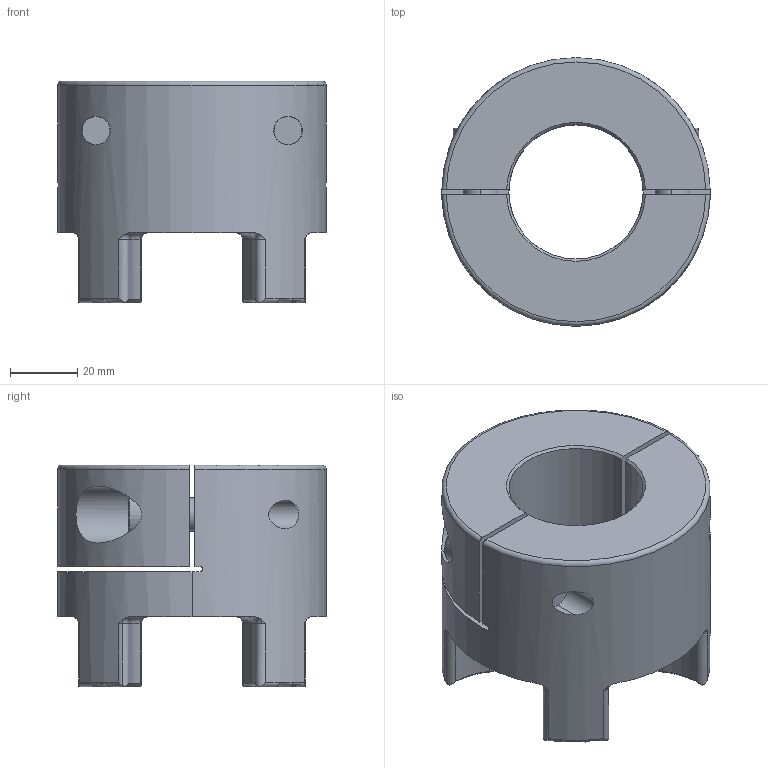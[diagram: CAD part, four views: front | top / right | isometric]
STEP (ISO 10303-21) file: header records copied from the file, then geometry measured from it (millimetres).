
FILE_DESCRIPTION (( 'STEP AP203' ), '1' );
FILE_NAME ('SJC-80C-40.step', '2021-04-15T12:42:35', ( '' ), ( '' ), 'SwSTEP 2.0', 'SolidWorks 2021', '' );
FILE_SCHEMA (( 'CONFIG_CONTROL_DESIGN' ));
Length unit declared in the file: millimetre
Products named in the file (1): SJC-80C-40
Bounding box: 80 x 80 x 66 mm (x, y, z)
Volume: 172594.8 mm3; surface area: 43380.2 mm2
Topology: 4 solids, 4 shells, 217 faces, 542 edges, 331 vertices
Faces by surface type: cylinder 78, torus 54, plane 53, cone 32
Entity records: 8474 total; most frequent: CARTESIAN_POINT 3243, DIRECTION 1128, ORIENTED_EDGE 1064, EDGE_CURVE 532, AXIS2_PLACEMENT_3D 475, VERTEX_POINT 331, CIRCLE 257, EDGE_LOOP 235
